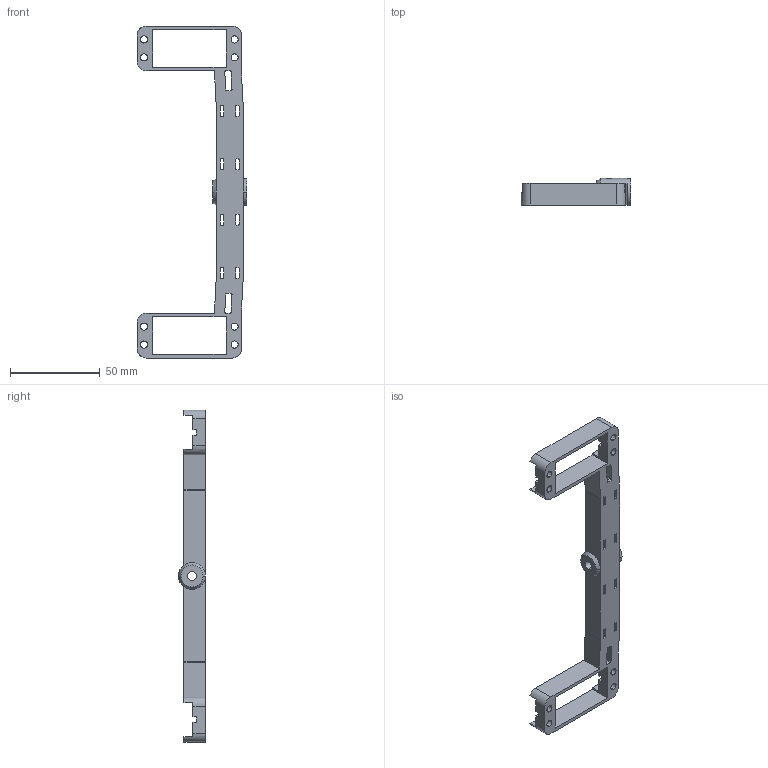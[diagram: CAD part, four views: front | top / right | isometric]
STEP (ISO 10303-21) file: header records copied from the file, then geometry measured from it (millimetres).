
FILE_DESCRIPTION (( 'STEP AP203' ), '1' );
FILE_NAME ('P19_Bogie_Side.step', '2020-03-06T13:28:39', ( '' ), ( '' ), 'SwSTEP 2.0', 'SolidWorks 2018', '' );
FILE_SCHEMA (( 'CONFIG_CONTROL_DESIGN' ));
Length unit declared in the file: millimetre
Products named in the file (1): P19_Bogie_Side
Bounding box: 61 x 15 x 185 mm (x, y, z)
Volume: 27206.6 mm3; surface area: 18918.9 mm2
Topology: 1 solids, 1 shells, 209 faces, 609 edges, 398 vertices
Faces by surface type: plane 114, cylinder 83, torus 10, cone 2
Entity records: 7147 total; most frequent: CARTESIAN_POINT 1295, ORIENTED_EDGE 1218, DIRECTION 1214, EDGE_CURVE 609, LINE 408, VECTOR 408, AXIS2_PLACEMENT_3D 403, VERTEX_POINT 398
